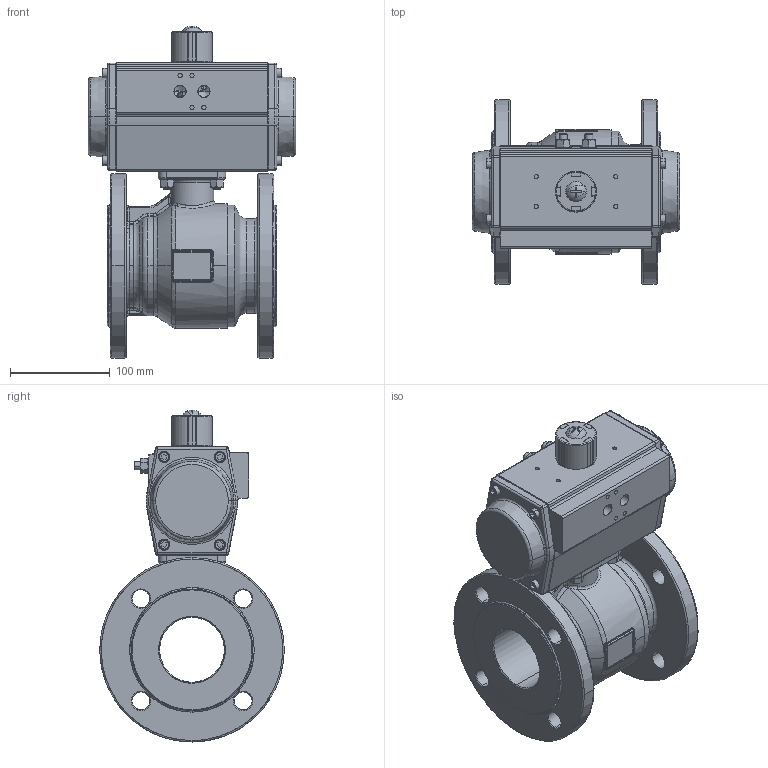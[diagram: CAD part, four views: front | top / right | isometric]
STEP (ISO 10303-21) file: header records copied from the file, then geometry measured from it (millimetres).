
FILE_DESCRIPTION(('HOOPS Exchange Step'),'2;1');
FILE_NAME('PK0401_DN65.stp','2025-04-09T11:04:32+02:00',('nieru'),('Unknown organisation'),'HOOPS Exchange 2024.2','HOOPS Exchange','Unknown authorisation');
FILE_SCHEMA( ('AP203_CONFIGURATION_CONTROLLED_3D_DESIGN_OF_MECHANICAL_PARTS_AND_ASSEMBLIES_MIM_LF') );
Length unit declared in the file: millimetre
Products named in the file (4): 0; root
Assembly tree (3 placements, depth 3):
  root
    0
      0
      0
Bounding box: 208 x 185 x 333.15 mm (x, y, z)
Volume: 1052014.8 mm3; surface area: 414454.2 mm2
Topology: 33 solids, 1131 shells, 2117 faces, 7561 edges, 6564 vertices
Faces by surface type: cylinder 738, plane 532, torus 327, bspline 311, cone 146, sphere 63
Entity records: 124478 total; most frequent: CARTESIAN_POINT 61884, DIRECTION 11929, ORIENTED_EDGE 9801, EDGE_CURVE 7463, VERTEX_POINT 6560, AXIS2_PLACEMENT_3D 4696, CIRCLE 2724, VECTOR 2537
